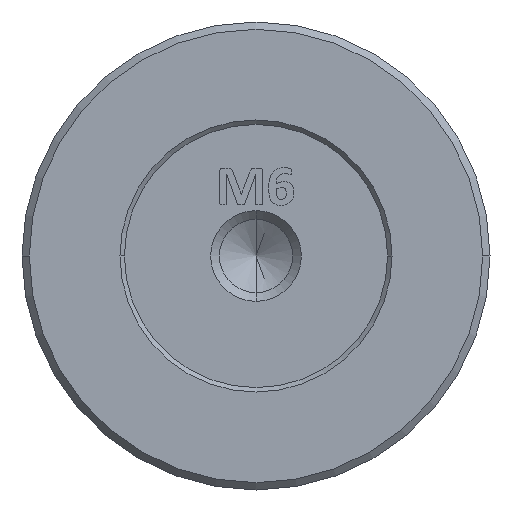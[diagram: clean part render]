
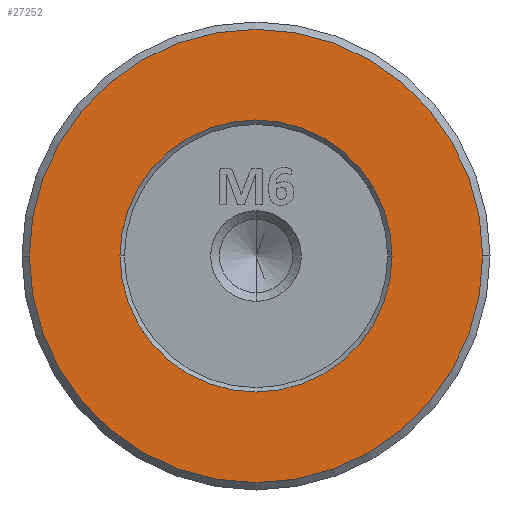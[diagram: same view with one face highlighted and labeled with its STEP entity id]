
A CAD part, left-side view. The second image highlights one B-rep face of the part: STEP entity #27252.
In plain terms, the highlighted planar face has unit normal (-1, 0, 0).
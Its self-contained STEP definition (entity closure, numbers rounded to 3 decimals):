
#247 = CIRCLE ( 'NONE', #18988, 15.5 ) ;
#781 = DIRECTION ( 'NONE',  ( 0., -1., 0. ) ) ;
#1129 = FACE_OUTER_BOUND ( 'NONE', #24733, .T. ) ;
#1270 = DIRECTION ( 'NONE',  ( -1., 0., 0. ) ) ;
#2080 = CARTESIAN_POINT ( 'NONE',  ( -49.379, 3.476, 13.025 ) ) ;
#4392 = CIRCLE ( 'NONE', #13291, 9.3 ) ;
#4424 = AXIS2_PLACEMENT_3D ( 'NONE', #25631, #1270, #7852 ) ;
#6366 = ORIENTED_EDGE ( 'NONE', *, *, #21044, .T. ) ;
#6486 = DIRECTION ( 'NONE',  ( 0., -1., 0. ) ) ;
#7761 = CIRCLE ( 'NONE', #12455, 15.5 ) ;
#7852 = DIRECTION ( 'NONE',  ( 0., 1., 0. ) ) ;
#8051 = DIRECTION ( 'NONE',  ( -1., 0., 0. ) ) ;
#8756 = CARTESIAN_POINT ( 'NONE',  ( -49.379, 18.976, 13.025 ) ) ;
#9232 = AXIS2_PLACEMENT_3D ( 'NONE', #11911, #20889, #781 ) ;
#9501 = EDGE_CURVE ( 'NONE', #17289, #26700, #4392, .T. ) ;
#9593 = CARTESIAN_POINT ( 'NONE',  ( -49.379, 12.776, 13.025 ) ) ;
#9846 = VERTEX_POINT ( 'NONE', #8756 ) ;
#10873 = DIRECTION ( 'NONE',  ( -1., 0., 0. ) ) ;
#11911 = CARTESIAN_POINT ( 'NONE',  ( -49.379, 3.476, 13.025 ) ) ;
#12455 = AXIS2_PLACEMENT_3D ( 'NONE', #2080, #10873, #6486 ) ;
#12559 = FACE_BOUND ( 'NONE', #24392, .T. ) ;
#13183 = VERTEX_POINT ( 'NONE', #17153 ) ;
#13291 = AXIS2_PLACEMENT_3D ( 'NONE', #20403, #26838, #13479 ) ;
#13479 = DIRECTION ( 'NONE',  ( 0., -1., 0. ) ) ;
#14935 = DIRECTION ( 'NONE',  ( 0., -1., 0. ) ) ;
#17153 = CARTESIAN_POINT ( 'NONE',  ( -49.379, -12.024, 13.025 ) ) ;
#17289 = VERTEX_POINT ( 'NONE', #20598 ) ;
#17416 = EDGE_CURVE ( 'NONE', #26700, #17289, #24731, .T. ) ;
#18988 = AXIS2_PLACEMENT_3D ( 'NONE', #28159, #8051, #14935 ) ;
#19753 = ORIENTED_EDGE ( 'NONE', *, *, #22760, .T. ) ;
#19776 = ORIENTED_EDGE ( 'NONE', *, *, #17416, .T. ) ;
#20403 = CARTESIAN_POINT ( 'NONE',  ( -49.379, 3.476, 13.025 ) ) ;
#20598 = CARTESIAN_POINT ( 'NONE',  ( -49.379, -5.824, 13.025 ) ) ;
#20889 = DIRECTION ( 'NONE',  ( 1., 0., 0. ) ) ;
#21044 = EDGE_CURVE ( 'NONE', #13183, #9846, #247, .T. ) ;
#22760 = EDGE_CURVE ( 'NONE', #9846, #13183, #7761, .T. ) ;
#23863 = PLANE ( 'NONE',  #4424 ) ;
#24392 = EDGE_LOOP ( 'NONE', ( #27382, #19776 ) ) ;
#24731 = CIRCLE ( 'NONE', #9232, 9.3 ) ;
#24733 = EDGE_LOOP ( 'NONE', ( #19753, #6366 ) ) ;
#25631 = CARTESIAN_POINT ( 'NONE',  ( -49.379, 3.476, 13.025 ) ) ;
#26700 = VERTEX_POINT ( 'NONE', #9593 ) ;
#26838 = DIRECTION ( 'NONE',  ( 1., 0., 0. ) ) ;
#27252 = ADVANCED_FACE ( 'NONE', ( #12559, #1129 ), #23863, .T. ) ;
#27382 = ORIENTED_EDGE ( 'NONE', *, *, #9501, .T. ) ;
#28159 = CARTESIAN_POINT ( 'NONE',  ( -49.379, 3.476, 13.025 ) ) ;
